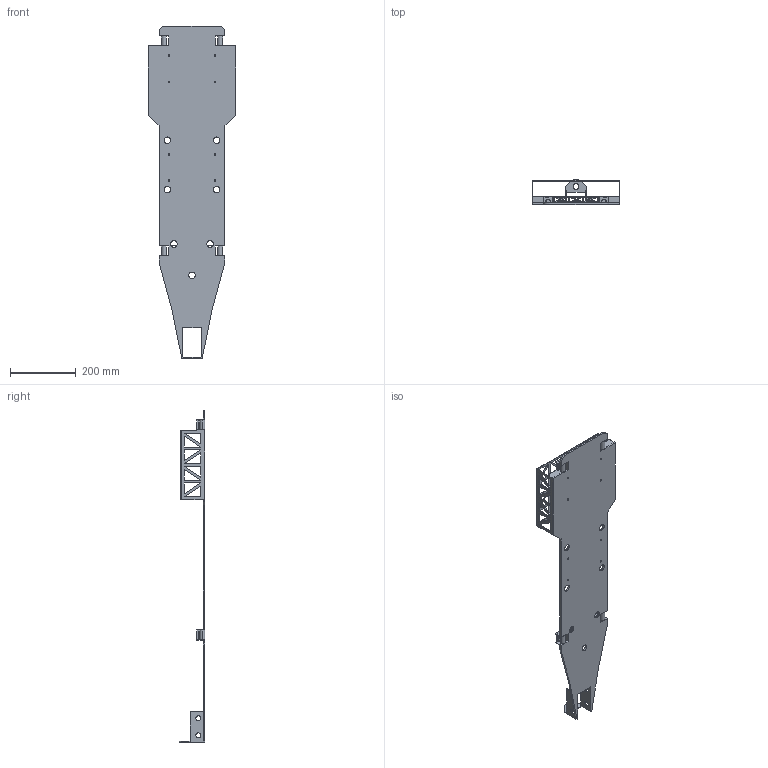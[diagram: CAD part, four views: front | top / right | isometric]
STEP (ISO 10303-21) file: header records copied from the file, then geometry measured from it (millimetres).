
FILE_DESCRIPTION (( 'STEP AP203' ), '1' );
FILE_NAME ('Frame_Default_sldprt.STEP', '2022-04-16T10:24:43', ( '' ), ( '' ), 'SwSTEP 2.0', 'SolidWorks 2019', '' );
FILE_SCHEMA (( 'CONFIG_CONTROL_DESIGN' ));
Length unit declared in the file: millimetre
Products named in the file (1): Frame_Default_sldprt
Bounding box: 266 x 78.71 x 1008.4 mm (x, y, z)
Volume: 1052170.3 mm3; surface area: 538884.2 mm2
Topology: 1 solids, 5 shells, 402 faces, 1208 edges, 800 vertices
Faces by surface type: plane 340, cylinder 60, bspline 2
Entity records: 13929 total; most frequent: CARTESIAN_POINT 2429, ORIENTED_EDGE 2416, DIRECTION 2134, EDGE_CURVE 1208, VECTOR 1076, LINE 1076, VERTEX_POINT 800, EDGE_LOOP 618
